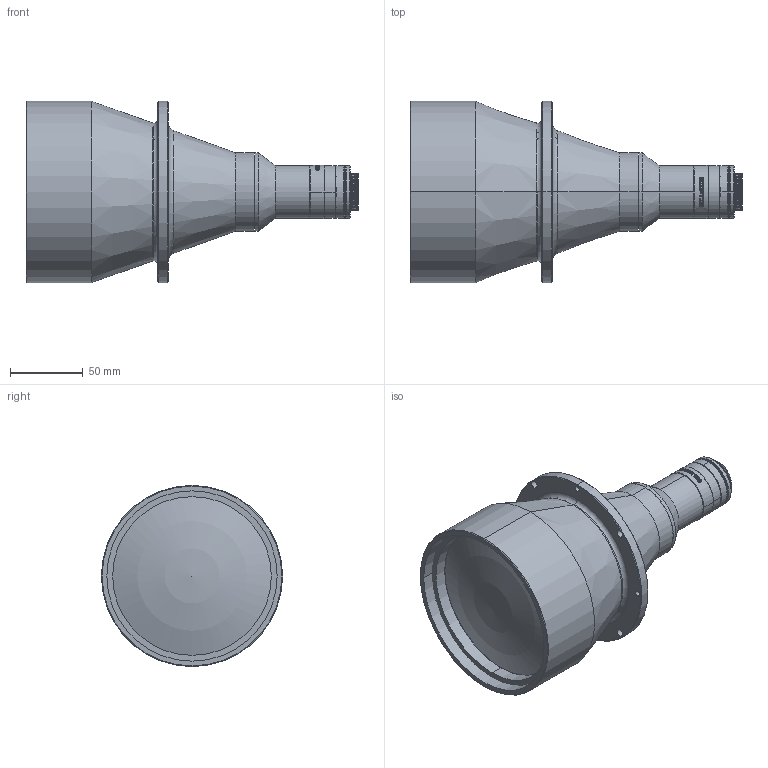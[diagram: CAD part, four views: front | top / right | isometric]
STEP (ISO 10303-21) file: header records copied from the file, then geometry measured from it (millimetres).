
FILE_DESCRIPTION (( 'STEP AP214' ), '1' );
FILE_NAME ('610008.STEP', '2021-08-06T09:14:06', ( '' ), ( '' ), 'SwSTEP 2.0', 'SolidWorks 2020', '' );
FILE_SCHEMA (( 'AUTOMOTIVE_DESIGN' ));
Length unit declared in the file: millimetre
Products named in the file (1): 610008
Bounding box: 228.95 x 125 x 125 mm (x, y, z)
Surface area: 132908.6 mm2 (no closed solid volume)
Topology: 0 solids, 8 shells, 510 faces, 1297 edges, 837 vertices
Faces by surface type: bspline 173, cylinder 143, plane 104, cone 81, torus 7, sphere 2
Entity records: 20436 total; most frequent: CARTESIAN_POINT 8917, ORIENTED_EDGE 2574, DIRECTION 2012, EDGE_CURVE 1293, VERTEX_POINT 835, AXIS2_PLACEMENT_3D 757, EDGE_LOOP 578, FACE_OUTER_BOUND 510
